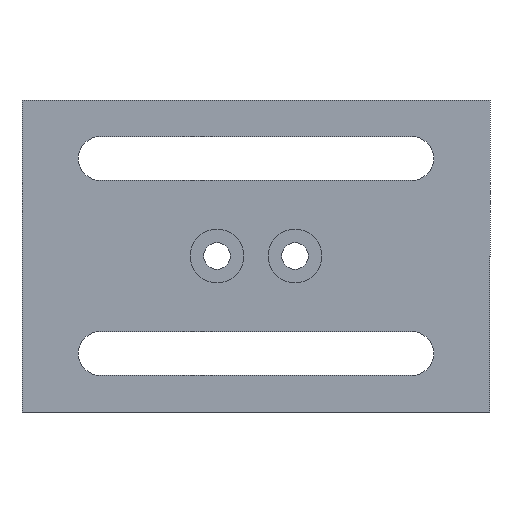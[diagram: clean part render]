
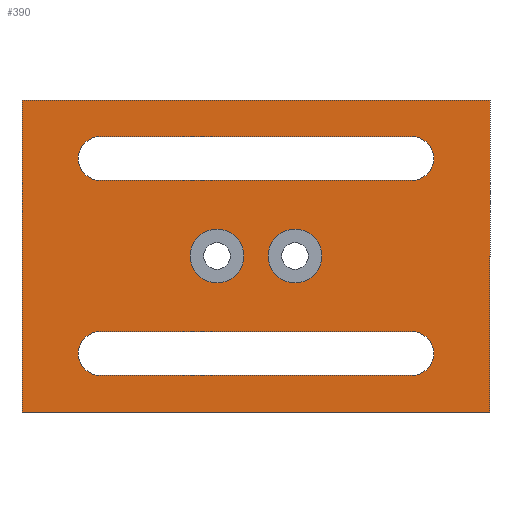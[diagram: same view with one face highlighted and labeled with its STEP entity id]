
A CAD part, left-side view. The second image highlights one B-rep face of the part: STEP entity #390.
In plain terms, the highlighted planar face has unit normal (-1, 0, 0).
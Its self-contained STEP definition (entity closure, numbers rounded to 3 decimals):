
#21=FACE_BOUND('',#99,.T.);
#22=FACE_BOUND('',#100,.T.);
#23=FACE_BOUND('',#101,.T.);
#24=FACE_BOUND('',#102,.T.);
#25=CIRCLE('',#413,2.8);
#27=CIRCLE('',#417,2.8);
#29=CIRCLE('',#421,2.8);
#31=CIRCLE('',#425,2.8);
#36=CIRCLE('',#432,3.45);
#37=CIRCLE('',#433,3.45);
#42=CIRCLE('',#441,3.45);
#43=CIRCLE('',#442,3.45);
#72=FACE_OUTER_BOUND('',#98,.T.);
#98=EDGE_LOOP('',(#343,#344,#345,#346));
#99=EDGE_LOOP('',(#347,#348,#349,#350));
#100=EDGE_LOOP('',(#351,#352,#353,#354));
#101=EDGE_LOOP('',(#355,#356));
#102=EDGE_LOOP('',(#357,#358));
#103=LINE('',#569,#135);
#108=LINE('',#583,#140);
#111=LINE('',#593,#143);
#116=LINE('',#607,#148);
#123=LINE('',#651,#155);
#127=LINE('',#659,#159);
#130=LINE('',#665,#162);
#133=LINE('',#670,#165);
#135=VECTOR('',#455,10.);
#140=VECTOR('',#468,10.);
#143=VECTOR('',#479,10.);
#148=VECTOR('',#492,10.);
#155=VECTOR('',#543,10.);
#159=VECTOR('',#549,10.);
#162=VECTOR('',#554,10.);
#165=VECTOR('',#559,10.);
#167=VERTEX_POINT('',#567);
#168=VERTEX_POINT('',#568);
#171=VERTEX_POINT('',#576);
#173=VERTEX_POINT('',#582);
#175=VERTEX_POINT('',#591);
#176=VERTEX_POINT('',#592);
#179=VERTEX_POINT('',#600);
#181=VERTEX_POINT('',#606);
#186=VERTEX_POINT('',#622);
#187=VERTEX_POINT('',#623);
#192=VERTEX_POINT('',#639);
#193=VERTEX_POINT('',#640);
#195=VERTEX_POINT('',#649);
#196=VERTEX_POINT('',#650);
#199=VERTEX_POINT('',#658);
#201=VERTEX_POINT('',#664);
#203=EDGE_CURVE('',#167,#168,#103,.T.);
#207=EDGE_CURVE('',#168,#171,#25,.T.);
#210=EDGE_CURVE('',#171,#173,#108,.T.);
#213=EDGE_CURVE('',#173,#167,#27,.T.);
#215=EDGE_CURVE('',#175,#176,#111,.T.);
#219=EDGE_CURVE('',#176,#179,#29,.T.);
#222=EDGE_CURVE('',#179,#181,#116,.T.);
#225=EDGE_CURVE('',#181,#175,#31,.T.);
#230=EDGE_CURVE('',#186,#187,#36,.T.);
#231=EDGE_CURVE('',#187,#186,#37,.T.);
#238=EDGE_CURVE('',#192,#193,#42,.T.);
#239=EDGE_CURVE('',#193,#192,#43,.T.);
#243=EDGE_CURVE('',#195,#196,#123,.T.);
#247=EDGE_CURVE('',#199,#195,#127,.T.);
#250=EDGE_CURVE('',#201,#199,#130,.T.);
#253=EDGE_CURVE('',#196,#201,#133,.T.);
#343=ORIENTED_EDGE('',*,*,#253,.F.);
#344=ORIENTED_EDGE('',*,*,#243,.F.);
#345=ORIENTED_EDGE('',*,*,#247,.F.);
#346=ORIENTED_EDGE('',*,*,#250,.F.);
#347=ORIENTED_EDGE('',*,*,#203,.T.);
#348=ORIENTED_EDGE('',*,*,#207,.T.);
#349=ORIENTED_EDGE('',*,*,#210,.T.);
#350=ORIENTED_EDGE('',*,*,#213,.T.);
#351=ORIENTED_EDGE('',*,*,#222,.T.);
#352=ORIENTED_EDGE('',*,*,#225,.T.);
#353=ORIENTED_EDGE('',*,*,#215,.T.);
#354=ORIENTED_EDGE('',*,*,#219,.T.);
#355=ORIENTED_EDGE('',*,*,#230,.T.);
#356=ORIENTED_EDGE('',*,*,#231,.T.);
#357=ORIENTED_EDGE('',*,*,#238,.T.);
#358=ORIENTED_EDGE('',*,*,#239,.T.);
#370=PLANE('',#450);
#390=ADVANCED_FACE('',(#72,#21,#22,#23,#24),#370,.F.);
#413=AXIS2_PLACEMENT_3D('',#577,#461,#462);
#417=AXIS2_PLACEMENT_3D('',#588,#473,#474);
#421=AXIS2_PLACEMENT_3D('',#601,#485,#486);
#425=AXIS2_PLACEMENT_3D('',#612,#497,#498);
#432=AXIS2_PLACEMENT_3D('',#624,#511,#512);
#433=AXIS2_PLACEMENT_3D('',#625,#513,#514);
#441=AXIS2_PLACEMENT_3D('',#641,#531,#532);
#442=AXIS2_PLACEMENT_3D('',#642,#533,#534);
#450=AXIS2_PLACEMENT_3D('',#673,#563,#564);
#455=DIRECTION('',(0.,-1.,0.));
#461=DIRECTION('center_axis',(1.,0.,0.));
#462=DIRECTION('ref_axis',(0.,0.,1.));
#468=DIRECTION('',(0.,1.,0.));
#473=DIRECTION('center_axis',(1.,0.,0.));
#474=DIRECTION('ref_axis',(0.,0.,-1.));
#479=DIRECTION('',(0.,-1.,0.));
#485=DIRECTION('center_axis',(1.,0.,0.));
#486=DIRECTION('ref_axis',(0.,0.,1.));
#492=DIRECTION('',(0.,1.,0.));
#497=DIRECTION('center_axis',(1.,0.,0.));
#498=DIRECTION('ref_axis',(0.,0.,-1.));
#511=DIRECTION('center_axis',(1.,0.,0.));
#512=DIRECTION('ref_axis',(0.,0.,1.));
#513=DIRECTION('center_axis',(1.,0.,0.));
#514=DIRECTION('ref_axis',(0.,0.,1.));
#531=DIRECTION('center_axis',(1.,0.,0.));
#532=DIRECTION('ref_axis',(0.,0.,1.));
#533=DIRECTION('center_axis',(1.,0.,0.));
#534=DIRECTION('ref_axis',(0.,0.,1.));
#543=DIRECTION('',(0.,0.,1.));
#549=DIRECTION('',(0.,1.,0.));
#554=DIRECTION('',(0.,0.,-1.));
#559=DIRECTION('',(0.,-1.,0.));
#563=DIRECTION('center_axis',(1.,0.,0.));
#564=DIRECTION('ref_axis',(0.,0.,-1.));
#567=CARTESIAN_POINT('',(0.,50.,-4.7));
#568=CARTESIAN_POINT('',(0.,10.,-4.7));
#569=CARTESIAN_POINT('',(0.,20.,-4.7));
#576=CARTESIAN_POINT('',(0.,10.,-10.3));
#577=CARTESIAN_POINT('Origin',(0.,10.,-7.5));
#582=CARTESIAN_POINT('',(0.,50.,-10.3));
#583=CARTESIAN_POINT('',(0.,40.,-10.3));
#588=CARTESIAN_POINT('Origin',(0.,50.,-7.5));
#591=CARTESIAN_POINT('',(0.,50.,-29.7));
#592=CARTESIAN_POINT('',(0.,10.,-29.7));
#593=CARTESIAN_POINT('',(0.,20.,-29.7));
#600=CARTESIAN_POINT('',(0.,10.,-35.3));
#601=CARTESIAN_POINT('Origin',(0.,10.,-32.5));
#606=CARTESIAN_POINT('',(0.,50.,-35.3));
#607=CARTESIAN_POINT('',(0.,40.,-35.3));
#612=CARTESIAN_POINT('Origin',(0.,50.,-32.5));
#622=CARTESIAN_POINT('',(0.,35.,-16.55));
#623=CARTESIAN_POINT('',(0.,35.,-23.45));
#624=CARTESIAN_POINT('Origin',(0.,35.,-20.));
#625=CARTESIAN_POINT('Origin',(0.,35.,-20.));
#639=CARTESIAN_POINT('',(0.,25.,-16.55));
#640=CARTESIAN_POINT('',(0.,25.,-23.45));
#641=CARTESIAN_POINT('Origin',(0.,25.,-20.));
#642=CARTESIAN_POINT('Origin',(0.,25.,-20.));
#649=CARTESIAN_POINT('',(0.,60.,-40.));
#650=CARTESIAN_POINT('',(0.,60.,0.));
#651=CARTESIAN_POINT('',(0.,60.,-40.));
#658=CARTESIAN_POINT('',(0.,0.,-40.));
#659=CARTESIAN_POINT('',(0.,0.,-40.));
#664=CARTESIAN_POINT('',(0.,0.,0.));
#665=CARTESIAN_POINT('',(0.,0.,0.));
#670=CARTESIAN_POINT('',(0.,60.,0.));
#673=CARTESIAN_POINT('Origin',(0.,30.,-20.));
